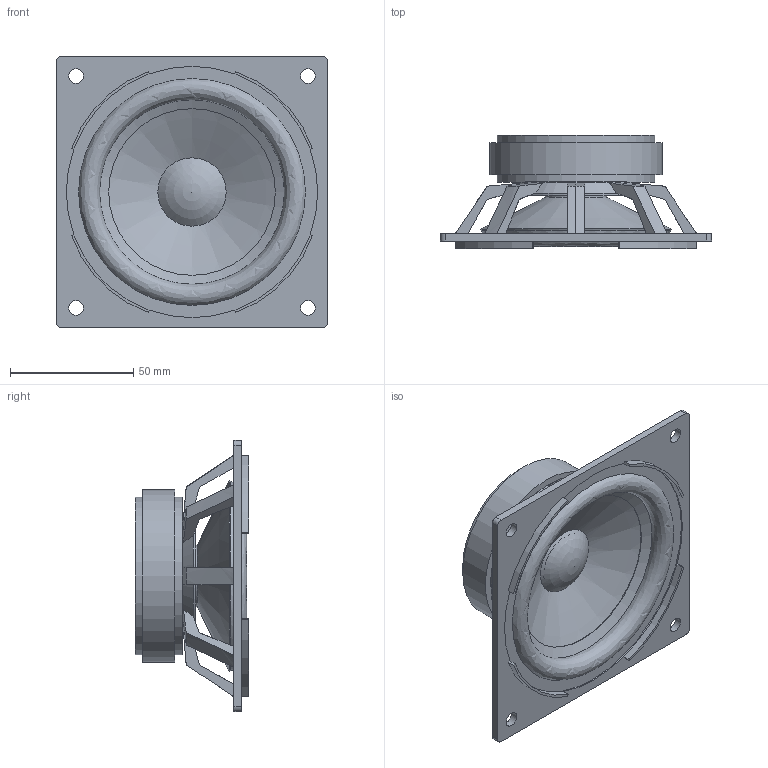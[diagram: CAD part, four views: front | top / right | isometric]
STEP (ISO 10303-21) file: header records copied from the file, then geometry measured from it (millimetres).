
FILE_DESCRIPTION(('FreeCAD Model'),'2;1');
FILE_NAME( 'Canton_6383.step' ,'2021-02-13T11:14:09',('Author'),(''), 'Open CASCADE STEP processor 7.3','FreeCAD','Unknown');
FILE_SCHEMA(('AUTOMOTIVE_DESIGN { 1 0 10303 214 1 1 1 1 }'));
Length unit declared in the file: millimetre
Products named in the file (1): Canton_6383
Bounding box: 110 x 46 x 110 mm (x, y, z)
Volume: 98904.3 mm3; surface area: 81583.6 mm2
Topology: 22 solids, 22 shells, 158 faces, 322 edges, 210 vertices
Faces by surface type: plane 66, cone 54, cylinder 34, revolution 2, sphere 2
Full cylindrical faces by diameter (mm): 6 x4, 23 x1, 24 x1, 25 x4, 26 x1, 27 x3, 50 x1, 54 x1, 64 x2, 70 x1, 90 x1, 102 x2
Entity records: 9991 total; most frequent: CARTESIAN_POINT 2541, DIRECTION 1185, ORIENTED_EDGE 640, PCURVE 640, DEFINITIONAL_REPRESENTATION 640, LINE 386, VECTOR 386, AXIS2_PLACEMENT_3D 379
